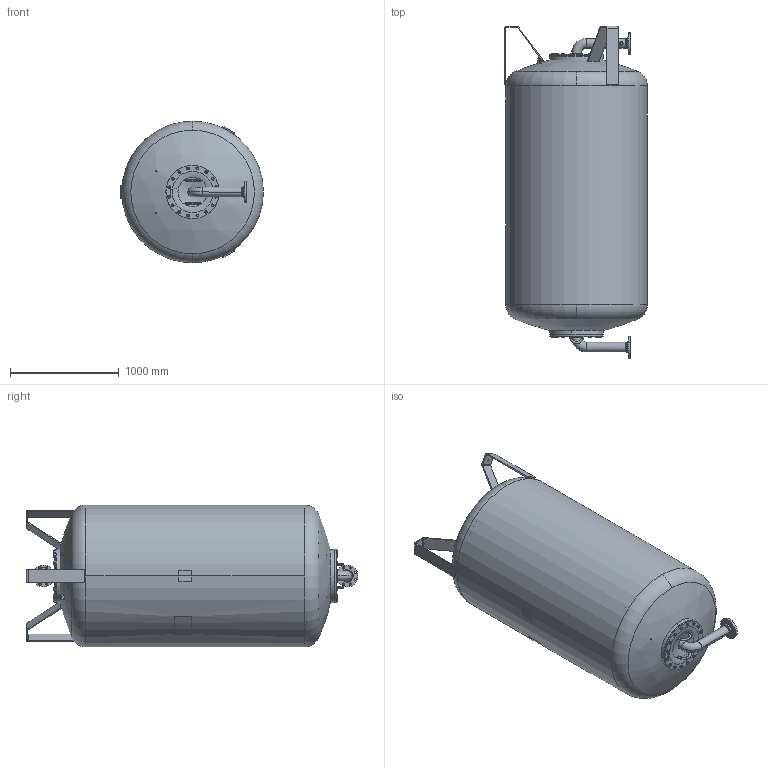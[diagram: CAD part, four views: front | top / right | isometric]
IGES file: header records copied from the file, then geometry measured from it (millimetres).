
Global section: file name: No Iges File Name specified; native system: Autodesk Inventor 2009; preprocessor: AutoDesk Inventor Iges Exporter R2009; author: CADJOBServer; date: 20091020.111926; units: millimetre
Bounding box: 1311.32 x 3045.88 x 1300 mm (x, y, z)
Volume: 157426149.4 mm3; surface area: 38335602.1 mm2
Topology: 56 solids, 56 shells, 1966 faces, 4976 edges, 3242 vertices
Faces by surface type: plane 718, bspline 437, cone 266, revolution 224, cylinder 203, torus 104, sphere 14
